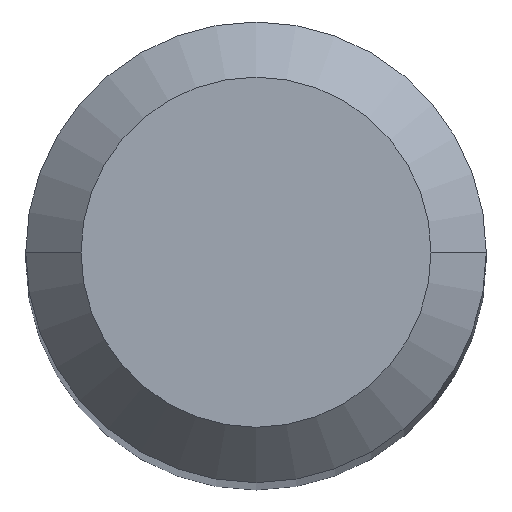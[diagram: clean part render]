
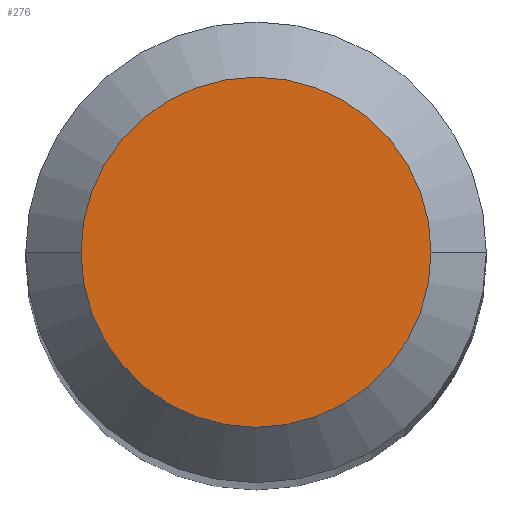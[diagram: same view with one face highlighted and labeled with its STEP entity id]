
A CAD part, top view. The second image highlights one B-rep face of the part: STEP entity #276.
In plain terms, the highlighted planar face has unit normal (0, 0, 1).
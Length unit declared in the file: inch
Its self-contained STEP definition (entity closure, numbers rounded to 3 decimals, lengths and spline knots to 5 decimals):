
#1 = EDGE_LOOP ( 'NONE', ( #152, #262 ) ) ;
#16 = AXIS2_PLACEMENT_3D ( 'NONE', #124, #105, #84 ) ;
#17 = DIRECTION ( 'NONE',  ( 1., 0., 0. ) ) ;
#39 = CARTESIAN_POINT ( 'NONE',  ( 0., 0., 1.5 ) ) ;
#47 = EDGE_CURVE ( 'NONE', #77, #350, #168, .T. ) ;
#77 = VERTEX_POINT ( 'NONE', #337 ) ;
#83 = AXIS2_PLACEMENT_3D ( 'NONE', #101, #107, #275 ) ;
#84 = DIRECTION ( 'NONE',  ( 1., 0., 0. ) ) ;
#101 = CARTESIAN_POINT ( 'NONE',  ( 0., 0., 1.5 ) ) ;
#105 = DIRECTION ( 'NONE',  ( 0., 0., 1. ) ) ;
#107 = DIRECTION ( 'NONE',  ( 0., 0., 1. ) ) ;
#109 = AXIS2_PLACEMENT_3D ( 'NONE', #39, #204, #17 ) ;
#113 = CARTESIAN_POINT ( 'NONE',  ( -0.0475, 0., 1.5 ) ) ;
#124 = CARTESIAN_POINT ( 'NONE',  ( 0., 0., 1.5 ) ) ;
#130 = FACE_OUTER_BOUND ( 'NONE', #1, .T. ) ;
#142 = CIRCLE ( 'NONE', #83, 0.0475 ) ;
#152 = ORIENTED_EDGE ( 'NONE', *, *, #264, .T. ) ;
#168 = CIRCLE ( 'NONE', #109, 0.0475 ) ;
#204 = DIRECTION ( 'NONE',  ( 0., 0., 1. ) ) ;
#262 = ORIENTED_EDGE ( 'NONE', *, *, #47, .T. ) ;
#264 = EDGE_CURVE ( 'NONE', #350, #77, #142, .T. ) ;
#275 = DIRECTION ( 'NONE',  ( 1., 0., 0. ) ) ;
#276 = ADVANCED_FACE ( 'NONE', ( #130 ), #299, .T. ) ;
#299 = PLANE ( 'NONE',  #16 ) ;
#337 = CARTESIAN_POINT ( 'NONE',  ( 0.0475, 0., 1.5 ) ) ;
#350 = VERTEX_POINT ( 'NONE', #113 ) ;
